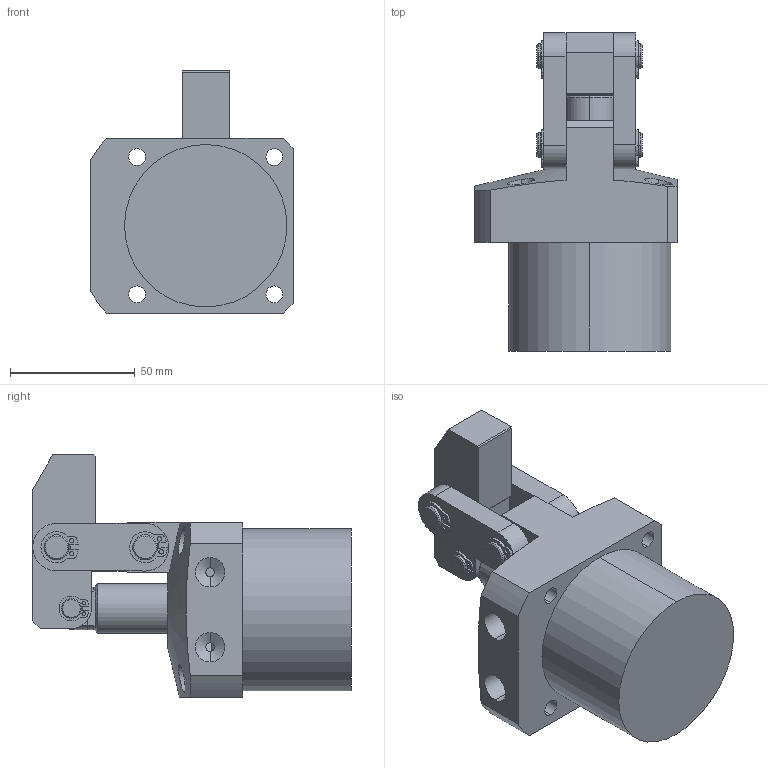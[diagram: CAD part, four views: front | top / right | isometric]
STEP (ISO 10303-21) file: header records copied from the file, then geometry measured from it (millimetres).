
FILE_DESCRIPTION (( 'STEP AP214' ), '1' );
FILE_NAME ('CLKA-065R油压杠杆缸三维图.STEP', '2019-04-18T02:24:42', ( '' ), ( '' ), 'SwSTEP 2.0', 'SolidWorks 2016', '' );
FILE_SCHEMA (( 'AUTOMOTIVE_DESIGN' ));
Length unit declared in the file: millimetre
Products named in the file (9): 065R掛极; CLKA-50酗种_1_1; CLKA-50揤旋00_1_1; CLKA-50蟀裝00_1_1; CLKA-50开口挡圈10_1_1; CLKA-50开口挡圈8_1_1; 065活塞杆; CLKA-50傻种00_1_1; CLKA-065R油压杠杆缸三维图
Assembly tree (14 placements, depth 2):
  CLKA-065R油压杠杆缸三维图
    CLKA-50傻种00_1_1
    065活塞杆
    CLKA-50开口挡圈8_1_1  x2
    CLKA-50开口挡圈10_1_1  x4
    CLKA-50蟀裝00_1_1  x2
    CLKA-50揤旋00_1_1
    CLKA-50酗种_1_1  x2
    065R掛极
Bounding box: 81 x 127.5 x 97 mm (x, y, z)
Volume: 291927.2 mm3; surface area: 73001.9 mm2
Topology: 15 solids, 15 shells, 340 faces, 827 edges, 537 vertices
Faces by surface type: cylinder 183, plane 108, cone 48, sphere 1
Entity records: 7335 total; most frequent: CARTESIAN_POINT 1563, DIRECTION 1223, ORIENTED_EDGE 1046, EDGE_CURVE 523, AXIS2_PLACEMENT_3D 488, VERTEX_POINT 337, EDGE_LOOP 270, CIRCLE 250
